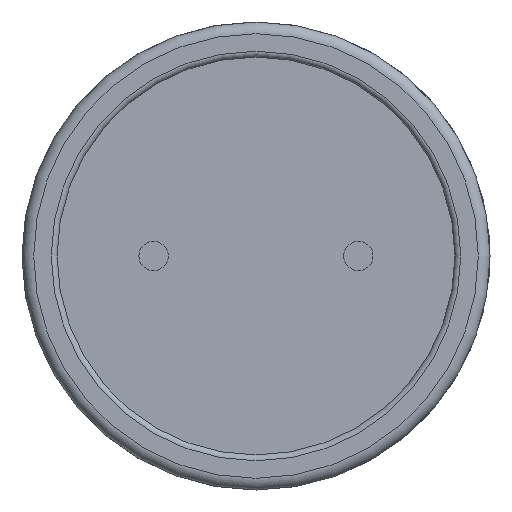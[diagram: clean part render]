
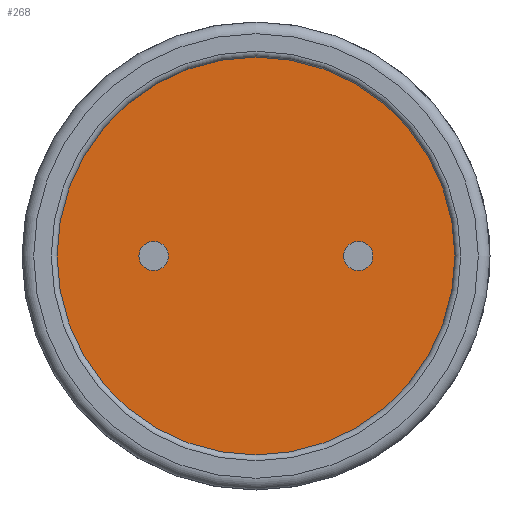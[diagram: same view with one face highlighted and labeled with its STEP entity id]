
A CAD part, front view. The second image highlights one B-rep face of the part: STEP entity #268.
In plain terms, the highlighted planar face has unit normal (0, -1, 0).
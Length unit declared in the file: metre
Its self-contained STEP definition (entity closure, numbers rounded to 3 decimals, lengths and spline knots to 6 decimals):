
#50=ORIENTED_EDGE('',*,*,#104,.T.);
#104=EDGE_CURVE('',#132,#132,#155,.T.);
#132=VERTEX_POINT('',#523);
#155=CIRCLE('',#359,0.0034);
#177=EDGE_LOOP('',(#50));
#216=FACE_BOUND('',#177,.T.);
#253=PLANE('',#358);
#268=ADVANCED_FACE('',(#216),#253,.T.);
#358=AXIS2_PLACEMENT_3D('',#521,#419,#420);
#359=AXIS2_PLACEMENT_3D('',#522,#421,#422);
#419=DIRECTION('',(0.,-1.,0.));
#420=DIRECTION('',(0.,0.,-1.));
#421=DIRECTION('',(0.,-1.,0.));
#422=DIRECTION('',(0.,0.,-1.));
#521=CARTESIAN_POINT('',(0.,0.0001,0.));
#522=CARTESIAN_POINT('',(0.,0.0001,0.));
#523=CARTESIAN_POINT('',(0.,0.0001,-0.0034));
